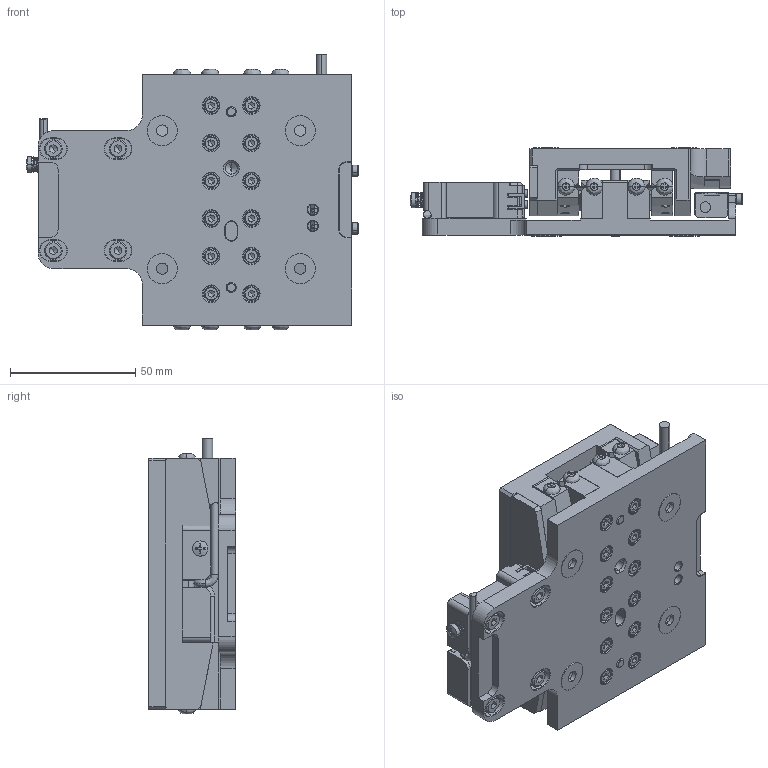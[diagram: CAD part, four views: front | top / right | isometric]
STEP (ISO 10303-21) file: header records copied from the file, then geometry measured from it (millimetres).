
FILE_DESCRIPTION (( 'STEP AP214' ), '1' );
FILE_NAME ('FBG013S160-00.STEP', '2020-05-31T13:40:58', ( 'admin' ), ( '' ), 'SwSTEP 2.0', 'SolidWorks 2015', '' );
FILE_SCHEMA (( 'AUTOMOTIVE_DESIGN' ));
Length unit declared in the file: millimetre
Products named in the file (16): FBG013X001-00A-NO_HOLES; M2.5 Din 912_L=5; FBG013X161-00; Flat washer ANSI B18.22M_M4; M4 Din 912_L=16; M3 set screw iso 4029_L=6; gh1206BAj15j; NM SP4; NB 3100-160; NB 3100-160-2; M3 Din 912_L=12; FBG013S160-00; Renishaw RGSZ R152.5; NM ceramic gonio1; NB 3100-160-3; NB 3100-160-1
Assembly tree (52 placements, depth 3):
  FBG013S160-00
    FBG013X001-00A-NO_HOLES
    gh1206BAj15j
    NM SP4
    FBG013X161-00
    Renishaw RGSZ R152.5
    NM ceramic gonio1
    Flat washer ANSI B18.22M_M4  x2
    M4 Din 912_L=16  x7
    M3 set screw iso 4029_L=6  x6
    M3 Din 912_L=12  x24
    M2.5 Din 912_L=5  x2
    NB 3100-160  x2
      NB 3100-160-3
      NB 3100-160-2
      NB 3100-160-1
Bounding box: 132.28 x 35 x 109.9 mm (x, y, z)
Volume: 222262.9 mm3; surface area: 113036.3 mm2
Topology: 52 solids, 77 shells, 3011 faces, 7942 edges, 5090 vertices
Faces by surface type: plane 1475, cylinder 747, cone 635, bspline 154
Entity records: 85631 total; most frequent: CARTESIAN_POINT 19963, ORIENTED_EDGE 10773, DIRECTION 10481, EDGE_CURVE 5674, VERTEX_POINT 3740, VECTOR 3655, LINE 3655, AXIS2_PLACEMENT_3D 3413
